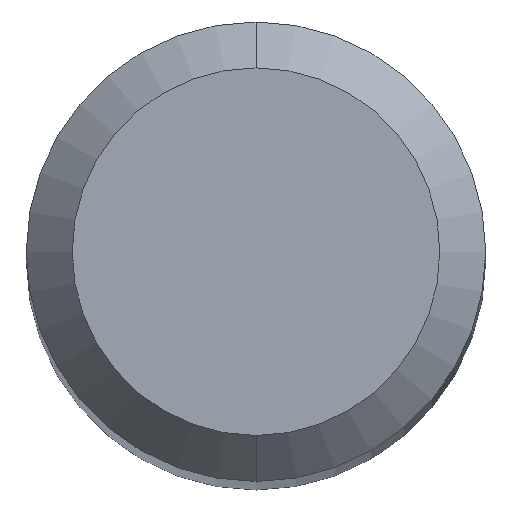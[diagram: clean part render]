
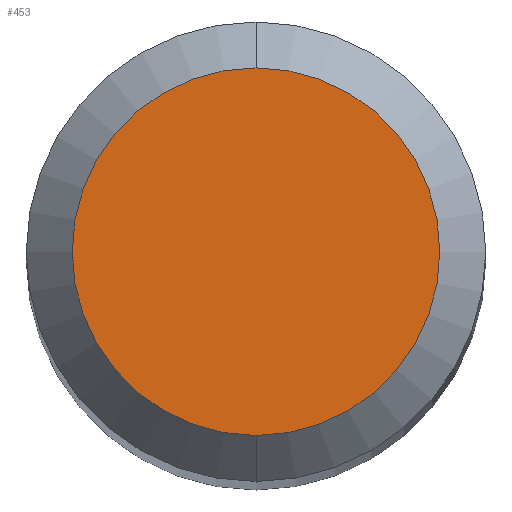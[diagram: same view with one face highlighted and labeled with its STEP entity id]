
A CAD part, top view. The second image highlights one B-rep face of the part: STEP entity #453.
In plain terms, the highlighted planar face has unit normal (0, 0, 1).
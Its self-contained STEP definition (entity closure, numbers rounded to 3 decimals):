
#231=VERTEX_POINT('',#543);
#247=EDGE_CURVE('',#459,#231,#561,.T.);
#299=EDGE_CURVE('',#231,#459,#619,.T.);
#453=ADVANCED_FACE('',(#788),#789,.T.);
#459=VERTEX_POINT('',#795);
#543=CARTESIAN_POINT('',(0.,-1.2,0.0));
#561=CIRCLE('',#999,1.2);
#619=CIRCLE('',#1092,1.2);
#788=FACE_OUTER_BOUND('',#1427,.T.);
#789=PLANE('',#1428);
#795=CARTESIAN_POINT('',(0.0,1.2,0.0));
#999=AXIS2_PLACEMENT_3D('',#1521,#1522,#1523);
#1092=AXIS2_PLACEMENT_3D('',#1585,#1586,#1587);
#1427=EDGE_LOOP('',(#1778,#1779));
#1428=AXIS2_PLACEMENT_3D('',#1780,#1781,#1782);
#1521=CARTESIAN_POINT('',(0.0,0.0,0.0));
#1522=DIRECTION('',(0.0,0.0,-1.0));
#1523=DIRECTION('',(0.0,1.0,0.0));
#1585=CARTESIAN_POINT('',(0.0,0.0,0.0));
#1586=DIRECTION('',(0.0,0.0,-1.0));
#1587=DIRECTION('',(0.0,1.0,0.0));
#1778=ORIENTED_EDGE('',*,*,#247,.F.);
#1779=ORIENTED_EDGE('',*,*,#299,.F.);
#1780=CARTESIAN_POINT('',(0.0,0.6,0.0));
#1781=DIRECTION('',(-0.0,0.0,1.0));
#1782=DIRECTION('',(0.0,-1.0,0.0));
